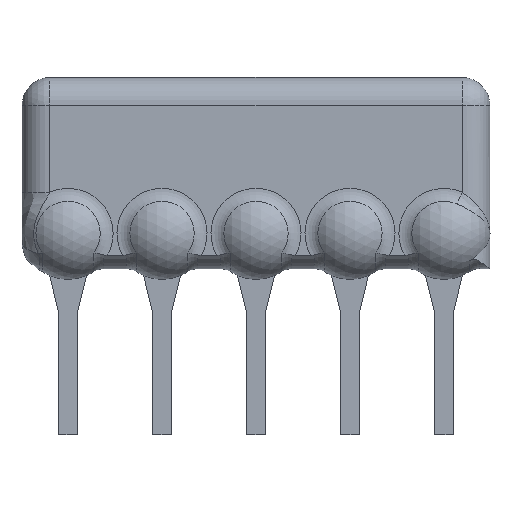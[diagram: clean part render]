
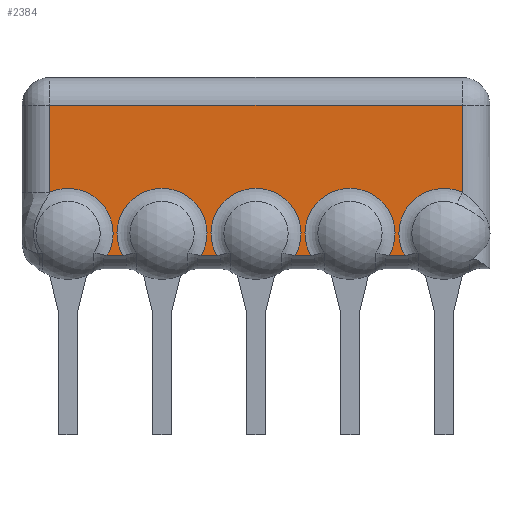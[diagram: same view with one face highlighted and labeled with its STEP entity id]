
A CAD part, left-side view. The second image highlights one B-rep face of the part: STEP entity #2384.
In plain terms, the highlighted planar face has unit normal (-1, 0, 0).
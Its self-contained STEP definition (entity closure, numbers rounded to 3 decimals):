
#220=CARTESIAN_POINT('',(-0.75,0.75,
1.112));
#434=CARTESIAN_POINT('',(-0.75,11.405,0.));
#435=DIRECTION('',(1.,0.,0.));
#436=DIRECTION('',(0.,0.407,0.914));
#437=AXIS2_PLACEMENT_3D('',#434,#435,#436);
#673=DIRECTION('',(0.,0.,-1.));
#674=VECTOR('',#673,2.353);
#675=CARTESIAN_POINT('',(-0.75,11.9,3.465));
#676=LINE('',#675,#674);
#677=DIRECTION('',(0.,0.,-1.));
#678=VECTOR('',#677,2.353);
#679=CARTESIAN_POINT('',(-0.75,0.75,3.465));
#680=LINE('',#679,#678);
#681=CARTESIAN_POINT('',(-0.75,1.245,0.));
#682=DIRECTION('',(1.,0.,0.));
#683=DIRECTION('',(0.,0.875,-0.484));
#684=AXIS2_PLACEMENT_3D('',#681,#682,#683);
#686=DIRECTION('',(0.,1.,0.));
#687=VECTOR('',#686,0.409);
#688=CARTESIAN_POINT('',(-0.75,2.311,-0.589));
#689=LINE('',#688,#687);
#690=DIRECTION('',(0.,1.,0.));
#691=VECTOR('',#690,0.409);
#692=CARTESIAN_POINT('',(-0.75,4.851,-0.589));
#693=LINE('',#692,#691);
#694=DIRECTION('',(0.,1.,0.));
#695=VECTOR('',#694,0.409);
#696=CARTESIAN_POINT('',(-0.75,7.391,-0.589));
#697=LINE('',#696,#695);
#698=DIRECTION('',(0.,1.,0.));
#699=VECTOR('',#698,0.409);
#700=CARTESIAN_POINT('',(-0.75,9.931,-0.589));
#701=LINE('',#700,#699);
#712=DIRECTION('',(0.,1.,0.));
#713=VECTOR('',#712,11.15);
#714=CARTESIAN_POINT('',(-0.75,0.75,3.465));
#715=LINE('',#714,#713);
#745=CARTESIAN_POINT('',(-0.75,3.785,0.));
#746=DIRECTION('',(1.,0.,0.));
#747=DIRECTION('',(0.,0.875,-0.484));
#748=AXIS2_PLACEMENT_3D('',#745,#746,#747);
#901=CARTESIAN_POINT('',(-0.75,6.325,0.));
#902=DIRECTION('',(1.,0.,0.));
#903=DIRECTION('',(0.,0.875,-0.484));
#904=AXIS2_PLACEMENT_3D('',#901,#902,#903);
#966=CARTESIAN_POINT('',(-0.75,8.865,0.));
#967=DIRECTION('',(1.,0.,0.));
#968=DIRECTION('',(0.,0.875,-0.484));
#969=AXIS2_PLACEMENT_3D('',#966,#967,#968);
#1196=CARTESIAN_POINT('',(-0.75,0.75,3.465));
#1198=VERTEX_POINT('',#1196);
#1201=VERTEX_POINT('',#220);
#1204=CARTESIAN_POINT('',(-0.75,2.311,-0.589));
#1205=VERTEX_POINT('',#1204);
#1223=CARTESIAN_POINT('',(-0.75,4.851,-0.589));
#1224=CARTESIAN_POINT('',(-0.75,5.259,-0.589));
#1225=VERTEX_POINT('',#1223);
#1226=VERTEX_POINT('',#1224);
#1231=CARTESIAN_POINT('',(-0.75,2.719,-0.589));
#1232=VERTEX_POINT('',#1231);
#1243=CARTESIAN_POINT('',(-0.75,7.391,-0.589));
#1244=CARTESIAN_POINT('',(-0.75,7.799,-0.589));
#1245=VERTEX_POINT('',#1243);
#1246=VERTEX_POINT('',#1244);
#1247=CARTESIAN_POINT('',(-0.75,9.931,-0.589));
#1248=CARTESIAN_POINT('',(-0.75,10.339,-0.589));
#1249=VERTEX_POINT('',#1247);
#1250=VERTEX_POINT('',#1248);
#1403=CARTESIAN_POINT('',(-0.75,11.9,3.465));
#1404=CARTESIAN_POINT('',(-0.75,11.9,1.112));
#1405=VERTEX_POINT('',#1403);
#1406=VERTEX_POINT('',#1404);
#2360=CARTESIAN_POINT('',(-0.75,0.,-0.589));
#2361=DIRECTION('',(-1.,0.,0.));
#2362=DIRECTION('',(0.,0.,1.));
#2363=AXIS2_PLACEMENT_3D('',#2360,#2361,#2362);
#2364=PLANE('',#2363);
#2365=ORIENTED_EDGE('',*,*,#1927,.F.);
#2367=ORIENTED_EDGE('',*,*,#2366,.F.);
#2368=ORIENTED_EDGE('',*,*,#1693,.T.);
#2370=ORIENTED_EDGE('',*,*,#2369,.F.);
#2371=ORIENTED_EDGE('',*,*,#1609,.T.);
#2373=ORIENTED_EDGE('',*,*,#2372,.F.);
#2374=ORIENTED_EDGE('',*,*,#1593,.T.);
#2376=ORIENTED_EDGE('',*,*,#2375,.F.);
#2377=ORIENTED_EDGE('',*,*,#1661,.T.);
#2379=ORIENTED_EDGE('',*,*,#2378,.F.);
#2380=ORIENTED_EDGE('',*,*,#1629,.T.);
#2381=ORIENTED_EDGE('',*,*,#2027,.F.);
#2382=EDGE_LOOP('',(#2365,#2367,#2368,#2370,#2371,#2373,#2374,#2376,#2377,#2379,
#2380,#2381));
#2383=FACE_OUTER_BOUND('',#2382,.F.);
#438=CIRCLE('',#437,1.218);
#685=CIRCLE('',#684,1.218);
#749=CIRCLE('',#748,1.218);
#905=CIRCLE('',#904,1.218);
#970=CIRCLE('',#969,1.218);
#1593=EDGE_CURVE('',#1225,#1226,#693,.T.);
#1609=EDGE_CURVE('',#1205,#1232,#689,.T.);
#1629=EDGE_CURVE('',#1249,#1250,#701,.T.);
#1661=EDGE_CURVE('',#1245,#1246,#697,.T.);
#1693=EDGE_CURVE('',#1198,#1201,#680,.T.);
#1927=EDGE_CURVE('',#1405,#1406,#676,.T.);
#2027=EDGE_CURVE('',#1406,#1250,#438,.T.);
#2366=EDGE_CURVE('',#1198,#1405,#715,.T.);
#2369=EDGE_CURVE('',#1205,#1201,#685,.T.);
#2372=EDGE_CURVE('',#1225,#1232,#749,.T.);
#2375=EDGE_CURVE('',#1245,#1226,#905,.T.);
#2378=EDGE_CURVE('',#1249,#1246,#970,.T.);
#2384=ADVANCED_FACE('',(#2383),#2364,.T.);
